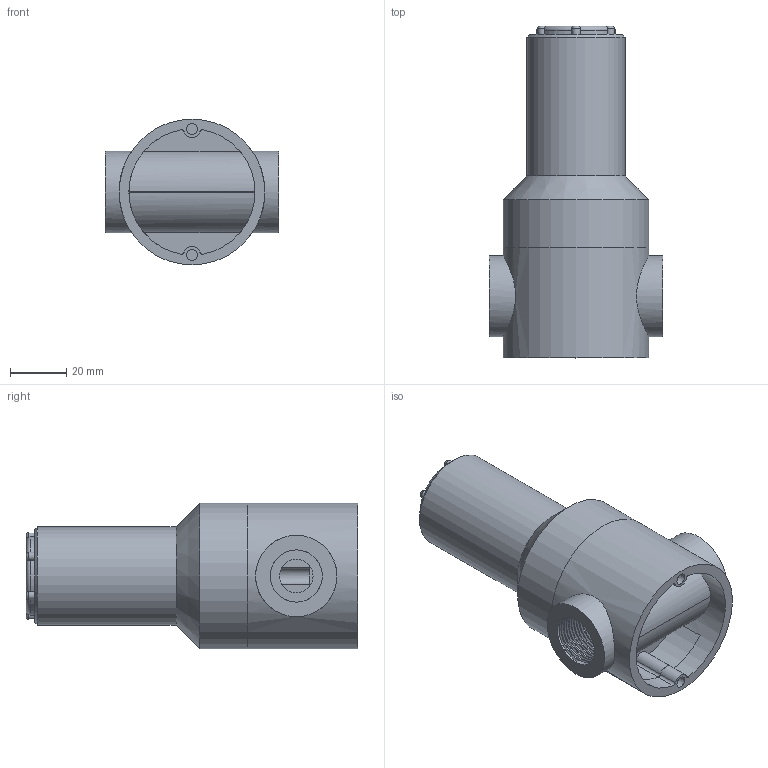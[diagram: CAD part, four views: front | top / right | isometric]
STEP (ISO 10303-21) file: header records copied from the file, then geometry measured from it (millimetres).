
FILE_DESCRIPTION (( 'STEP AP214' ), '1' );
FILE_NAME ('1-2-1101-3X.step', '2019-10-04T09:37:52', ( '' ), ( '' ), 'SwSTEP 2.0', 'SolidWorks 2019', '' );
FILE_SCHEMA (( 'AUTOMOTIVE_DESIGN' ));
Length unit declared in the file: millimetre
Products named in the file (7): PVC Bonnet all size_20mm GFPP; PVC Bonnet all size; 16mm Cap; 1-2-1101-3X; 316 cast 1-2 body
Assembly tree (3 placements, depth 2):
  PVC Bonnet all size
  16mm Cap
  1-2-1101-3X
    PVC Bonnet all size_20mm GFPP
    16mm Cap
    316 cast 1-2 body
  316 cast 1-2 body
Bounding box: 62 x 118.4 x 52 mm (x, y, z)
Volume: 171240.2 mm3; surface area: 36622.5 mm2
Topology: 3 solids, 3 shells, 132 faces, 329 edges, 215 vertices
Faces by surface type: cylinder 71, plane 40, bspline 10, torus 7, cone 4
Full cylindrical faces by diameter (mm): 4 x2, 6 x2, 12 x1, 17 x1, 18.631 x23, 29 x2, 35 x1, 35.504 x1, 38 x1, 52 x2
Entity records: 8135 total; most frequent: CARTESIAN_POINT 5656, DIRECTION 494, ORIENTED_EDGE 440, AXIS2_PLACEMENT_3D 221, EDGE_CURVE 220, VERTEX_POINT 156, EDGE_LOOP 152, FACE_OUTER_BOUND 133
